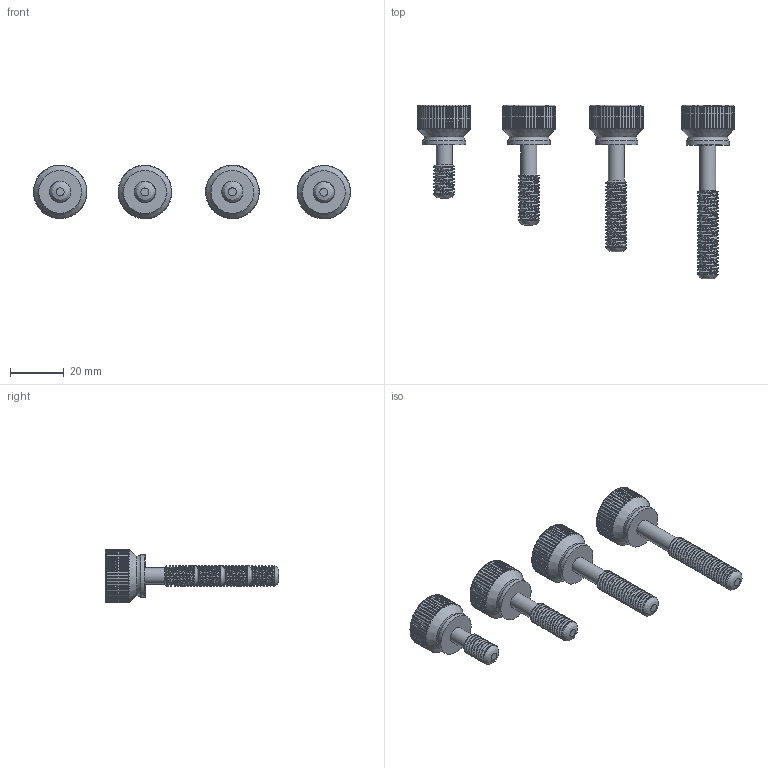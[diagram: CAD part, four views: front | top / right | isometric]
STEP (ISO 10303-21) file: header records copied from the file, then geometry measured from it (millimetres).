
FILE_DESCRIPTION(/* description */ (''),/* implementation_level */ '2;1');
FILE_NAME(/* name */ 'K-HSH20-M8_M.stp',/* time_stamp */ '2023-11-01T11:01:34+09:00',/* author */ ('user'),/* organization */ (''),/* preprocessor_version */ 'ST-DEVELOPER v15.6',/* originating_system */ 'Autodesk Inventor 2015',/* authorisation */ '');
FILE_SCHEMA (('AUTOMOTIVE_DESIGN { 1 0 10303 214 3 1 1 }'));
Products named in the file (5): K-HSH20-M8-20; K-HSH20-M8-30; K-HSH20-M8-40; K-HSH20-M8-50; K-HSH20-M8_M
Bounding box: 118.49 x 64.89 x 20.1 mm (x, y, z)
Volume: 20985.7 mm3; surface area: 10193.3 mm2
Topology: 4 solids, 4 shells, 688 faces, 2224 edges, 1548 vertices
Faces by surface type: plane 436, cylinder 224, bspline 12, cone 12, torus 4
Full cylindrical faces by diameter (mm): 6 x4, 16 x4
Entity records: 55291 total; most frequent: CARTESIAN_POINT 38224, ORIENTED_EDGE 4368, DIRECTION 2938, EDGE_CURVE 2184, VERTEX_POINT 1532, AXIS2_PLACEMENT_3D 1157, EDGE_LOOP 716, FACE_OUTER_BOUND 688
